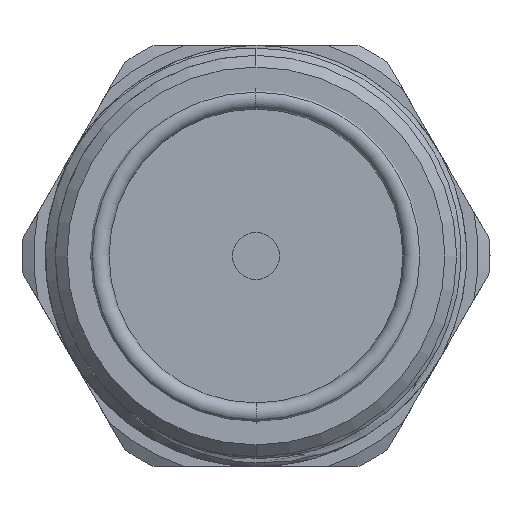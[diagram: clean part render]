
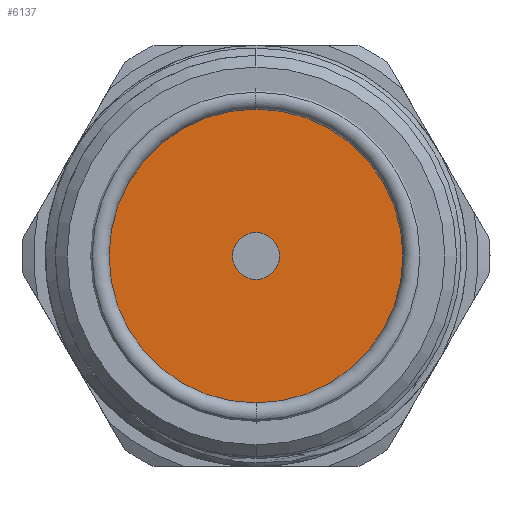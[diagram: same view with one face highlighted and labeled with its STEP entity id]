
A CAD part, front view. The second image highlights one B-rep face of the part: STEP entity #6137.
In plain terms, the highlighted planar face has unit normal (0, -1, 0).
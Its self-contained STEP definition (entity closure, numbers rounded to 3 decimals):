
#377 = PLANE ( 'NONE',  #6418 ) ;
#910 = DIRECTION ( 'NONE',  ( 0., 0., -1. ) ) ;
#1448 = AXIS2_PLACEMENT_3D ( 'NONE', #2289, #5945, #2802 ) ;
#1538 = CIRCLE ( 'NONE', #3901, 14. ) ;
#1730 = ORIENTED_EDGE ( 'NONE', *, *, #3417, .T. ) ;
#1915 = VERTEX_POINT ( 'NONE', #4032 ) ;
#2289 = CARTESIAN_POINT ( 'NONE',  ( 0., 15.4, 0. ) ) ;
#2355 = CARTESIAN_POINT ( 'NONE',  ( 0., 15.4, 0. ) ) ;
#2473 = CARTESIAN_POINT ( 'NONE',  ( 0., 15.4, 0. ) ) ;
#2690 = AXIS2_PLACEMENT_3D ( 'NONE', #2913, #6581, #3462 ) ;
#2802 = DIRECTION ( 'NONE',  ( 0., 0., -1. ) ) ;
#2869 = DIRECTION ( 'NONE',  ( 0., 0., -1. ) ) ;
#2891 = DIRECTION ( 'NONE',  ( 0., -1., 0. ) ) ;
#2900 = EDGE_CURVE ( 'NONE', #1915, #3812, #6213, .T. ) ;
#2913 = CARTESIAN_POINT ( 'NONE',  ( 0., 15.4, 0. ) ) ;
#3043 = EDGE_CURVE ( 'NONE', #3886, #4413, #1538, .T. ) ;
#3106 = ORIENTED_EDGE ( 'NONE', *, *, #3043, .T. ) ;
#3257 = EDGE_CURVE ( 'NONE', #3812, #1915, #3652, .T. ) ;
#3417 = EDGE_CURVE ( 'NONE', #4413, #3886, #6120, .T. ) ;
#3462 = DIRECTION ( 'NONE',  ( 0., 0., -1. ) ) ;
#3652 = CIRCLE ( 'NONE', #6692, 2. ) ;
#3812 = VERTEX_POINT ( 'NONE', #6353 ) ;
#3886 = VERTEX_POINT ( 'NONE', #5856 ) ;
#3901 = AXIS2_PLACEMENT_3D ( 'NONE', #6041, #2891, #6561 ) ;
#4032 = CARTESIAN_POINT ( 'NONE',  ( 0., 15.4, 2. ) ) ;
#4053 = DIRECTION ( 'NONE',  ( 0., -1., 0. ) ) ;
#4413 = VERTEX_POINT ( 'NONE', #6523 ) ;
#4513 = ORIENTED_EDGE ( 'NONE', *, *, #2900, .F. ) ;
#5127 = FACE_BOUND ( 'NONE', #5542, .T. ) ;
#5542 = EDGE_LOOP ( 'NONE', ( #5890, #4513 ) ) ;
#5856 = CARTESIAN_POINT ( 'NONE',  ( 0., 15.4, -14. ) ) ;
#5890 = ORIENTED_EDGE ( 'NONE', *, *, #3257, .F. ) ;
#5945 = DIRECTION ( 'NONE',  ( 0., -1., 0. ) ) ;
#6011 = DIRECTION ( 'NONE',  ( 0., -1., 0. ) ) ;
#6041 = CARTESIAN_POINT ( 'NONE',  ( 0., 15.4, 0. ) ) ;
#6120 = CIRCLE ( 'NONE', #2690, 14. ) ;
#6137 = ADVANCED_FACE ( 'NONE', ( #5127, #6331 ), #377, .T. ) ;
#6213 = CIRCLE ( 'NONE', #1448, 2. ) ;
#6331 = FACE_OUTER_BOUND ( 'NONE', #6705, .T. ) ;
#6353 = CARTESIAN_POINT ( 'NONE',  ( 0., 15.4, -2. ) ) ;
#6418 = AXIS2_PLACEMENT_3D ( 'NONE', #2473, #4053, #910 ) ;
#6523 = CARTESIAN_POINT ( 'NONE',  ( 0., 15.4, 14. ) ) ;
#6561 = DIRECTION ( 'NONE',  ( 0., 0., -1. ) ) ;
#6581 = DIRECTION ( 'NONE',  ( 0., -1., 0. ) ) ;
#6692 = AXIS2_PLACEMENT_3D ( 'NONE', #2355, #6011, #2869 ) ;
#6705 = EDGE_LOOP ( 'NONE', ( #3106, #1730 ) ) ;
